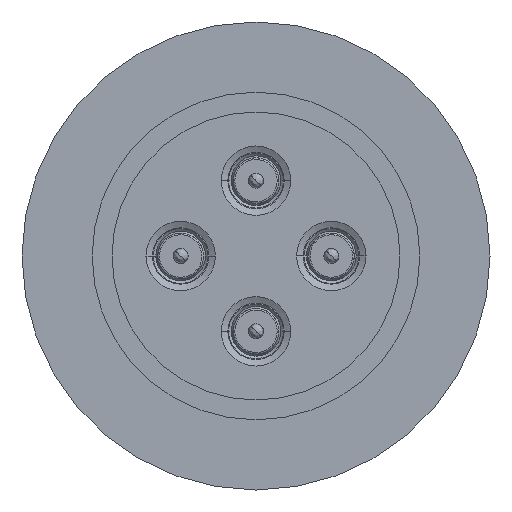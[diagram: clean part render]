
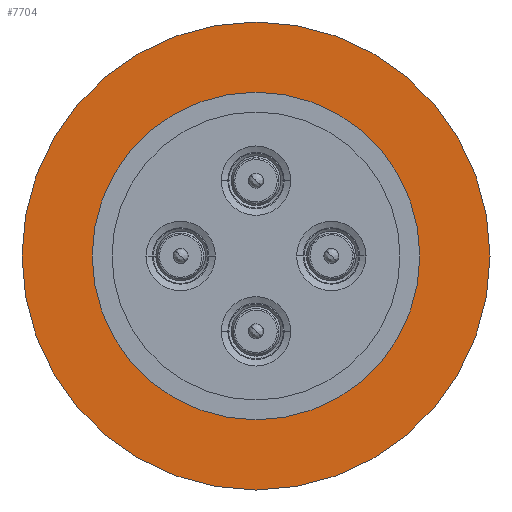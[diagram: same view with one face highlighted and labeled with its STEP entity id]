
A CAD part, front view. The second image highlights one B-rep face of the part: STEP entity #7704.
In plain terms, the highlighted planar face has unit normal (0, -1, 0).
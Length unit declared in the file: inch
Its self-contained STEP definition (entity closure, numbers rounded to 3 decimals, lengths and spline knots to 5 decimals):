
#144 = VERTEX_POINT ( 'NONE', #4552 ) ;
#150 = VERTEX_POINT ( 'NONE', #4543 ) ;
#162 = VERTEX_POINT ( 'NONE', #6324 ) ;
#174 = VERTEX_POINT ( 'NONE', #6522 ) ;
#759 = CARTESIAN_POINT ( 'NONE',  ( 0., 0., 0. ) ) ;
#762 = PLANE ( 'NONE',  #2420 ) ;
#764 = DIRECTION ( 'NONE',  ( 0., 1., 0. ) ) ;
#765 = DIRECTION ( 'NONE',  ( 1., 0., 0. ) ) ;
#2232 = AXIS2_PLACEMENT_3D ( 'NONE', #11975, #11976, #11977 ) ;
#2235 = AXIS2_PLACEMENT_3D ( 'NONE', #11958, #11959, #11960 ) ;
#2420 = AXIS2_PLACEMENT_3D ( 'NONE', #759, #764, #765 ) ;
#3598 = AXIS2_PLACEMENT_3D ( 'NONE', #12014, #12015, #12016 ) ;
#3604 = AXIS2_PLACEMENT_3D ( 'NONE', #11996, #11997, #11998 ) ;
#4306 = EDGE_LOOP ( 'NONE', ( #7158, #7160 ) ) ;
#4362 = EDGE_LOOP ( 'NONE', ( #7163, #7165 ) ) ;
#4543 = CARTESIAN_POINT ( 'NONE',  ( 1.475, 0., 0. ) ) ;
#4552 = CARTESIAN_POINT ( 'NONE',  ( -1.475, 0., 0. ) ) ;
#6324 = CARTESIAN_POINT ( 'NONE',  ( -1.0325, 0., 0. ) ) ;
#6522 = CARTESIAN_POINT ( 'NONE',  ( 1.0325, 0., 0. ) ) ;
#6745 = CIRCLE ( 'NONE', #2235, 1.0325 ) ;
#6769 = CIRCLE ( 'NONE', #2232, 1.475 ) ;
#6779 = CIRCLE ( 'NONE', #3604, 1.475 ) ;
#6784 = CIRCLE ( 'NONE', #3598, 1.0325 ) ;
#7158 = ORIENTED_EDGE ( 'NONE', *, *, #7305, .F. ) ;
#7160 = ORIENTED_EDGE ( 'NONE', *, *, #7243, .F. ) ;
#7163 = ORIENTED_EDGE ( 'NONE', *, *, #7289, .F. ) ;
#7165 = ORIENTED_EDGE ( 'NONE', *, *, #7266, .F. ) ;
#7243 = EDGE_CURVE ( 'NONE', #174, #162, #6745, .T. ) ;
#7266 = EDGE_CURVE ( 'NONE', #150, #144, #6769, .T. ) ;
#7289 = EDGE_CURVE ( 'NONE', #144, #150, #6779, .T. ) ;
#7305 = EDGE_CURVE ( 'NONE', #162, #174, #6784, .T. ) ;
#7704 = ADVANCED_FACE ( 'NONE', ( #8670, #8676 ), #762, .F. ) ;
#8670 = FACE_BOUND ( 'NONE', #4306, .T. ) ;
#8676 = FACE_OUTER_BOUND ( 'NONE', #4362, .T. ) ;
#11958 = CARTESIAN_POINT ( 'NONE',  ( 0., 0., 0. ) ) ;
#11959 = DIRECTION ( 'NONE',  ( 0., -1., 0. ) ) ;
#11960 = DIRECTION ( 'NONE',  ( -1., 0., 0. ) ) ;
#11975 = CARTESIAN_POINT ( 'NONE',  ( 0., 0., 0. ) ) ;
#11976 = DIRECTION ( 'NONE',  ( 0., 1., 0. ) ) ;
#11977 = DIRECTION ( 'NONE',  ( 1., 0., 0. ) ) ;
#11996 = CARTESIAN_POINT ( 'NONE',  ( 0., 0., 0. ) ) ;
#11997 = DIRECTION ( 'NONE',  ( 0., 1., 0. ) ) ;
#11998 = DIRECTION ( 'NONE',  ( 1., 0., 0. ) ) ;
#12014 = CARTESIAN_POINT ( 'NONE',  ( 0., 0., 0. ) ) ;
#12015 = DIRECTION ( 'NONE',  ( 0., -1., 0. ) ) ;
#12016 = DIRECTION ( 'NONE',  ( -1., 0., 0. ) ) ;
